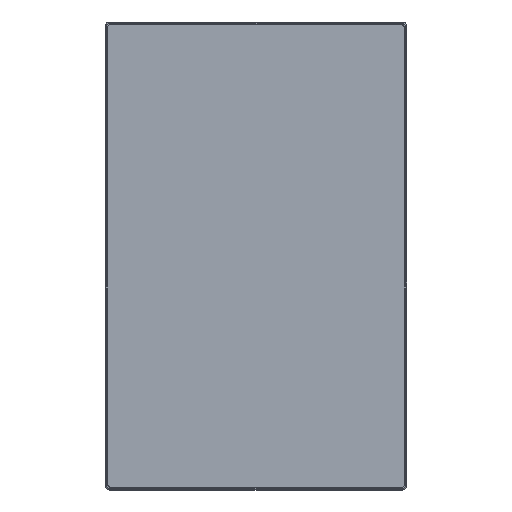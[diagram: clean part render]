
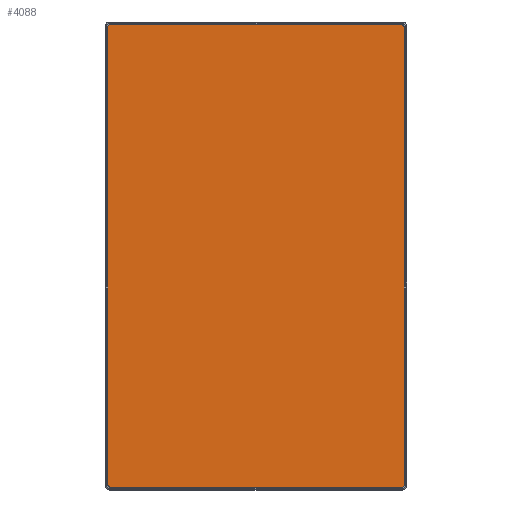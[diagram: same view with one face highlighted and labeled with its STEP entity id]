
A CAD part, top view. The second image highlights one B-rep face of the part: STEP entity #4088.
In plain terms, the highlighted planar face has unit normal (0, 0, 1).
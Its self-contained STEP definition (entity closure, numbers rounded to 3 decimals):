
#1929=PLANE('',#26164);
#4088=ADVANCED_FACE('',(#6061),#1929,.F.);
#6061=FACE_OUTER_BOUND('',#7610,.T.);
#7610=EDGE_LOOP('',(#15325,#15326,#15327,#15328,#15329,#15330,#15331,#15332));
#8294=B_SPLINE_CURVE_WITH_KNOTS('',3,(#51336,#51337,#51338,#51339,#51340,
#51341,#51342),.UNSPECIFIED.,.F.,.F.,(4,1,1,1,4),(0.,0.25,0.5,0.75,1.),
 .UNSPECIFIED.);
#8297=B_SPLINE_CURVE_WITH_KNOTS('',3,(#51366,#51367,#51368,#51369,#51370,
#51371,#51372),.UNSPECIFIED.,.F.,.F.,(4,1,1,1,4),(0.,0.25,0.5,0.75,1.),
 .UNSPECIFIED.);
#8300=B_SPLINE_CURVE_WITH_KNOTS('',3,(#51396,#51397,#51398,#51399,#51400,
#51401,#51402),.UNSPECIFIED.,.F.,.F.,(4,1,1,1,4),(0.,0.25,0.5,0.75,1.),
 .UNSPECIFIED.);
#8303=B_SPLINE_CURVE_WITH_KNOTS('',3,(#51423,#51424,#51425,#51426,#51427,
#51428,#51429),.UNSPECIFIED.,.F.,.F.,(4,1,1,1,4),(0.,0.25,0.5,0.75,1.),
 .UNSPECIFIED.);
#15325=ORIENTED_EDGE('',*,*,#20937,.T.);
#15326=ORIENTED_EDGE('',*,*,#20941,.T.);
#15327=ORIENTED_EDGE('',*,*,#20944,.T.);
#15328=ORIENTED_EDGE('',*,*,#20947,.T.);
#15329=ORIENTED_EDGE('',*,*,#20950,.T.);
#15330=ORIENTED_EDGE('',*,*,#20953,.T.);
#15331=ORIENTED_EDGE('',*,*,#20956,.T.);
#15332=ORIENTED_EDGE('',*,*,#20958,.T.);
#17423=VERTEX_POINT('',#51321);
#17424=VERTEX_POINT('',#51323);
#17426=VERTEX_POINT('',#51335);
#17428=VERTEX_POINT('',#51353);
#17430=VERTEX_POINT('',#51365);
#17432=VERTEX_POINT('',#51383);
#17434=VERTEX_POINT('',#51395);
#17436=VERTEX_POINT('',#51413);
#20937=EDGE_CURVE('',#17424,#17423,#22336,.T.);
#20941=EDGE_CURVE('',#17423,#17426,#8294,.T.);
#20944=EDGE_CURVE('',#17426,#17428,#22341,.T.);
#20947=EDGE_CURVE('',#17428,#17430,#8297,.T.);
#20950=EDGE_CURVE('',#17430,#17432,#22345,.T.);
#20953=EDGE_CURVE('',#17432,#17434,#8300,.T.);
#20956=EDGE_CURVE('',#17434,#17436,#22349,.T.);
#20958=EDGE_CURVE('',#17436,#17424,#8303,.T.);
#22336=LINE('',#51322,#23732);
#22341=LINE('',#51354,#23738);
#22345=LINE('',#51384,#23743);
#22349=LINE('',#51414,#23748);
#23732=VECTOR('',#32329,1.);
#23738=VECTOR('',#32337,1.);
#23743=VECTOR('',#32344,1.);
#23748=VECTOR('',#32351,1.);
#26164=AXIS2_PLACEMENT_3D('',#51437,#32355,#32356);
#32329=DIRECTION('',(0.,-1.,0.));
#32337=DIRECTION('',(1.,0.,0.));
#32344=DIRECTION('',(0.,1.,0.));
#32351=DIRECTION('',(-1.,0.,0.));
#32355=DIRECTION('',(0.,0.,-1.));
#32356=DIRECTION('',(-1.,0.,0.));
#51321=CARTESIAN_POINT('',(-187.98,-290.749,7.289));
#51322=CARTESIAN_POINT('',(-187.98,290.749,7.289));
#51323=CARTESIAN_POINT('',(-187.98,290.749,7.289));
#51335=CARTESIAN_POINT('',(-185.339,-293.39,7.289));
#51336=CARTESIAN_POINT('',(-187.98,-290.749,7.289));
#51337=CARTESIAN_POINT('',(-187.98,-291.094,7.289));
#51338=CARTESIAN_POINT('',(-187.843,-291.791,7.289));
#51339=CARTESIAN_POINT('',(-187.256,-292.666,7.289));
#51340=CARTESIAN_POINT('',(-186.381,-293.253,7.289));
#51341=CARTESIAN_POINT('',(-185.684,-293.39,7.289));
#51342=CARTESIAN_POINT('',(-185.339,-293.39,7.289));
#51353=CARTESIAN_POINT('',(185.339,-293.39,7.289));
#51354=CARTESIAN_POINT('',(-185.339,-293.39,7.289));
#51365=CARTESIAN_POINT('',(187.98,-290.749,7.289));
#51366=CARTESIAN_POINT('',(185.339,-293.39,7.289));
#51367=CARTESIAN_POINT('',(185.684,-293.39,7.289));
#51368=CARTESIAN_POINT('',(186.381,-293.253,7.289));
#51369=CARTESIAN_POINT('',(187.256,-292.666,7.289));
#51370=CARTESIAN_POINT('',(187.843,-291.791,7.289));
#51371=CARTESIAN_POINT('',(187.98,-291.094,7.289));
#51372=CARTESIAN_POINT('',(187.98,-290.749,7.289));
#51383=CARTESIAN_POINT('',(187.98,290.749,7.289));
#51384=CARTESIAN_POINT('',(187.98,-290.749,7.289));
#51395=CARTESIAN_POINT('',(185.339,293.39,7.289));
#51396=CARTESIAN_POINT('',(187.98,290.749,7.289));
#51397=CARTESIAN_POINT('',(187.98,291.094,7.289));
#51398=CARTESIAN_POINT('',(187.843,291.791,7.289));
#51399=CARTESIAN_POINT('',(187.256,292.666,7.289));
#51400=CARTESIAN_POINT('',(186.381,293.253,7.289));
#51401=CARTESIAN_POINT('',(185.684,293.39,7.289));
#51402=CARTESIAN_POINT('',(185.339,293.39,7.289));
#51413=CARTESIAN_POINT('',(-185.339,293.39,7.289));
#51414=CARTESIAN_POINT('',(185.339,293.39,7.289));
#51423=CARTESIAN_POINT('',(-185.339,293.39,7.289));
#51424=CARTESIAN_POINT('',(-185.684,293.39,7.289));
#51425=CARTESIAN_POINT('',(-186.381,293.253,7.289));
#51426=CARTESIAN_POINT('',(-187.256,292.666,7.289));
#51427=CARTESIAN_POINT('',(-187.843,291.791,7.289));
#51428=CARTESIAN_POINT('',(-187.98,291.094,7.289));
#51429=CARTESIAN_POINT('',(-187.98,290.749,7.289));
#51437=CARTESIAN_POINT('',(-187.208,-292.618,7.289));
